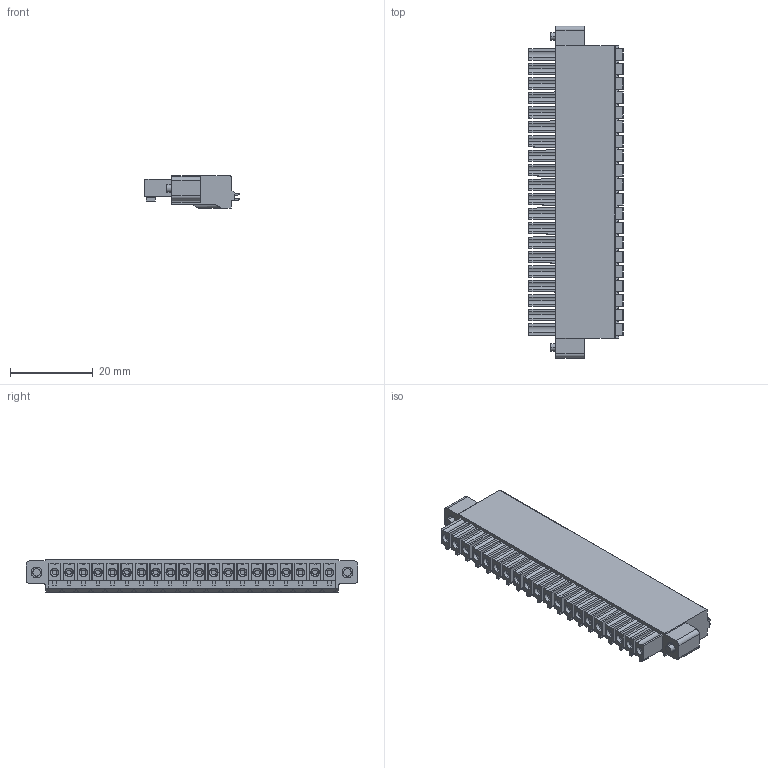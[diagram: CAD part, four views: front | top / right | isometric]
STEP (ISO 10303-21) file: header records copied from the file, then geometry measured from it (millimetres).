
FILE_DESCRIPTION((''),'2;1');
FILE_NAME('PRT0001','2024-09-24T',('sheji'),(''),'PRO/ENGINEER BY PARAMETRIC TECHNOLOGY CORPORATION, 2015240','PRO/ENGINEER BY PARAMETRIC TECHNOLOGY CORPORATION, 2015240','');
FILE_SCHEMA(('CONFIG_CONTROL_DESIGN'));
Length unit declared in the file: millimetre
Products named in the file (1): PRT0001
Bounding box: 22.8 x 80.3 x 7.75 mm (x, y, z)
Volume: 8946.6 mm3; surface area: 6745.8 mm2
Topology: 1 solids, 1 shells, 1296 faces, 3376 edges, 2187 vertices
Faces by surface type: plane 693, cylinder 483, cone 120
Entity records: 40463 total; most frequent: CARTESIAN_POINT 8062, DIRECTION 6794, ORIENTED_EDGE 6752, EDGE_CURVE 3376, AXIS2_PLACEMENT_3D 2318, VERTEX_POINT 2187, VECTOR 2158, LINE 2158
